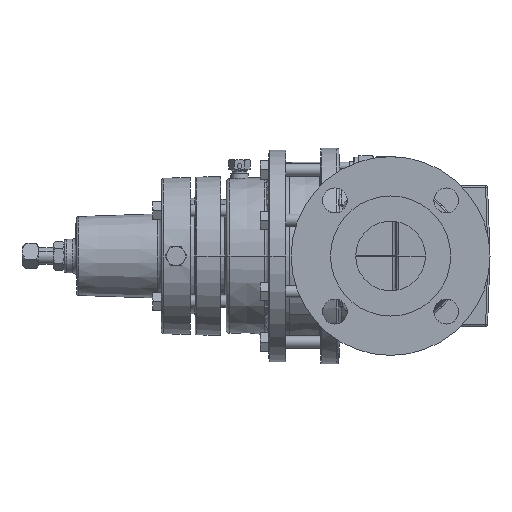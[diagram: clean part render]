
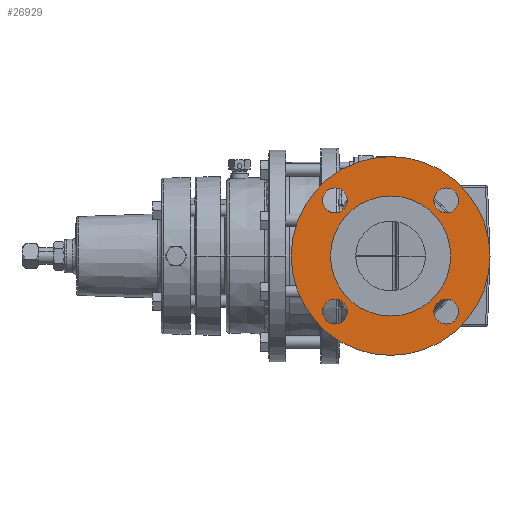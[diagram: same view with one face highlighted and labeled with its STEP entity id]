
A CAD part, left-side view. The second image highlights one B-rep face of the part: STEP entity #26929.
In plain terms, the highlighted planar face has unit normal (-1, 0, 0).
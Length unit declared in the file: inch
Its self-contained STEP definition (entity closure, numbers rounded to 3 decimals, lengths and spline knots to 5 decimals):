
#924 = CIRCLE ( 'NONE', #60803, 0.375 ) ;
#1535 = ORIENTED_EDGE ( 'NONE', *, *, #50327, .F. ) ;
#1581 = CARTESIAN_POINT ( 'NONE',  ( -4.438, 1.8125, 0. ) ) ;
#2336 = AXIS2_PLACEMENT_3D ( 'NONE', #59656, #41447, #10418 ) ;
#2570 = CIRCLE ( 'NONE', #27001, 0.375 ) ;
#3112 = VERTEX_POINT ( 'NONE', #33712 ) ;
#3626 = FACE_BOUND ( 'NONE', #28848, .T. ) ;
#4094 = VERTEX_POINT ( 'NONE', #12851 ) ;
#4438 = VERTEX_POINT ( 'NONE', #19659 ) ;
#4559 = CARTESIAN_POINT ( 'NONE',  ( -4.438, -1.67938, -1.67938 ) ) ;
#5016 = DIRECTION ( 'NONE',  ( -1., 0., 0. ) ) ;
#5521 = CARTESIAN_POINT ( 'NONE',  ( -4.438, -1.67938, 1.67938 ) ) ;
#6800 = CIRCLE ( 'NONE', #69796, 0.375 ) ;
#6892 = EDGE_CURVE ( 'NONE', #11888, #60691, #57002, .T. ) ;
#7072 = AXIS2_PLACEMENT_3D ( 'NONE', #1581, #48985, #61845 ) ;
#8453 = ORIENTED_EDGE ( 'NONE', *, *, #27353, .F. ) ;
#9171 = CARTESIAN_POINT ( 'NONE',  ( -4.438, 0., 0. ) ) ;
#10285 = EDGE_CURVE ( 'NONE', #64938, #31406, #2570, .T. ) ;
#10418 = DIRECTION ( 'NONE',  ( 0., 0., 1. ) ) ;
#10443 = CARTESIAN_POINT ( 'NONE',  ( -4.438, -1.67938, -1.30438 ) ) ;
#10916 = VERTEX_POINT ( 'NONE', #33052 ) ;
#11108 = DIRECTION ( 'NONE',  ( 0., 0., 1. ) ) ;
#11888 = VERTEX_POINT ( 'NONE', #17994 ) ;
#12851 = CARTESIAN_POINT ( 'NONE',  ( -4.438, -1.67938, 2.05438 ) ) ;
#14214 = CARTESIAN_POINT ( 'NONE',  ( -4.438, -1.67938, -1.67938 ) ) ;
#14590 = DIRECTION ( 'NONE',  ( -1., 0., 0. ) ) ;
#14781 = DIRECTION ( 'NONE',  ( 0., 0., 1. ) ) ;
#17563 = CARTESIAN_POINT ( 'NONE',  ( -4.438, 1.67938, 1.67938 ) ) ;
#17994 = CARTESIAN_POINT ( 'NONE',  ( -4.438, -3., 0. ) ) ;
#18412 = FACE_BOUND ( 'NONE', #61451, .T. ) ;
#18470 = ORIENTED_EDGE ( 'NONE', *, *, #50105, .F. ) ;
#19134 = DIRECTION ( 'NONE',  ( 0., 0., 1. ) ) ;
#19659 = CARTESIAN_POINT ( 'NONE',  ( -4.438, 1.67938, 1.30438 ) ) ;
#19876 = DIRECTION ( 'NONE',  ( 0., 0., 1. ) ) ;
#20850 = CARTESIAN_POINT ( 'NONE',  ( -4.438, 1.67938, -2.05438 ) ) ;
#20862 = CARTESIAN_POINT ( 'NONE',  ( -4.438, 1.67938, -1.30438 ) ) ;
#21965 = AXIS2_PLACEMENT_3D ( 'NONE', #48184, #69881, #58082 ) ;
#22298 = EDGE_CURVE ( 'NONE', #51515, #4438, #34619, .T. ) ;
#22626 = EDGE_CURVE ( 'NONE', #10916, #3112, #70522, .T. ) ;
#23116 = ORIENTED_EDGE ( 'NONE', *, *, #58359, .F. ) ;
#24571 = EDGE_CURVE ( 'NONE', #4438, #51515, #48474, .T. ) ;
#24778 = CARTESIAN_POINT ( 'NONE',  ( -4.438, 1.67938, -1.67938 ) ) ;
#24952 = AXIS2_PLACEMENT_3D ( 'NONE', #9171, #48356, #14781 ) ;
#25311 = AXIS2_PLACEMENT_3D ( 'NONE', #48157, #14590, #53731 ) ;
#26050 = DIRECTION ( 'NONE',  ( 0., 0., 1. ) ) ;
#26929 = ADVANCED_FACE ( 'NONE', ( #49971, #33377, #3626, #18412, #61354, #46503 ), #68522, .T. ) ;
#27001 = AXIS2_PLACEMENT_3D ( 'NONE', #24778, #58290, #19134 ) ;
#27342 = DIRECTION ( 'NONE',  ( 0., 0., 1. ) ) ;
#27353 = EDGE_CURVE ( 'NONE', #37061, #66033, #924, .T. ) ;
#28848 = EDGE_LOOP ( 'NONE', ( #44120, #18470 ) ) ;
#29051 = CARTESIAN_POINT ( 'NONE',  ( -4.438, -1.67938, 1.30438 ) ) ;
#29423 = DIRECTION ( 'NONE',  ( -1., 0., 0. ) ) ;
#29939 = CARTESIAN_POINT ( 'NONE',  ( -4.438, 1.67938, 2.05438 ) ) ;
#31388 = CIRCLE ( 'NONE', #72098, 0.375 ) ;
#31406 = VERTEX_POINT ( 'NONE', #20850 ) ;
#32409 = EDGE_LOOP ( 'NONE', ( #34166, #58051 ) ) ;
#33052 = CARTESIAN_POINT ( 'NONE',  ( -4.438, 0., -1.8125 ) ) ;
#33377 = FACE_BOUND ( 'NONE', #32409, .T. ) ;
#33712 = CARTESIAN_POINT ( 'NONE',  ( -4.438, 0., 1.8125 ) ) ;
#34166 = ORIENTED_EDGE ( 'NONE', *, *, #22298, .F. ) ;
#34619 = CIRCLE ( 'NONE', #62198, 0.375 ) ;
#36052 = ORIENTED_EDGE ( 'NONE', *, *, #10285, .F. ) ;
#37061 = VERTEX_POINT ( 'NONE', #10443 ) ;
#37114 = AXIS2_PLACEMENT_3D ( 'NONE', #68164, #66472, #58178 ) ;
#37127 = CIRCLE ( 'NONE', #57855, 0.375 ) ;
#38536 = CARTESIAN_POINT ( 'NONE',  ( -4.438, -1.67938, 1.67938 ) ) ;
#40272 = CIRCLE ( 'NONE', #25311, 1.8125 ) ;
#40690 = CIRCLE ( 'NONE', #24952, 3. ) ;
#40812 = AXIS2_PLACEMENT_3D ( 'NONE', #14214, #53350, #19876 ) ;
#41447 = DIRECTION ( 'NONE',  ( -1., 0., 0. ) ) ;
#42652 = EDGE_CURVE ( 'NONE', #60691, #11888, #40690, .T. ) ;
#43994 = ORIENTED_EDGE ( 'NONE', *, *, #6892, .T. ) ;
#44120 = ORIENTED_EDGE ( 'NONE', *, *, #61028, .F. ) ;
#44146 = DIRECTION ( 'NONE',  ( 0., 0., 1. ) ) ;
#44661 = DIRECTION ( 'NONE',  ( -1., 0., 0. ) ) ;
#46503 = FACE_OUTER_BOUND ( 'NONE', #52719, .T. ) ;
#48021 = ORIENTED_EDGE ( 'NONE', *, *, #22626, .F. ) ;
#48157 = CARTESIAN_POINT ( 'NONE',  ( -4.438, 0., 0. ) ) ;
#48184 = CARTESIAN_POINT ( 'NONE',  ( -4.438, 1.67938, 1.67938 ) ) ;
#48356 = DIRECTION ( 'NONE',  ( -1., 0., 0. ) ) ;
#48474 = CIRCLE ( 'NONE', #21965, 0.375 ) ;
#48985 = DIRECTION ( 'NONE',  ( -1., 0., 0. ) ) ;
#49624 = ORIENTED_EDGE ( 'NONE', *, *, #65716, .F. ) ;
#49971 = FACE_BOUND ( 'NONE', #62236, .T. ) ;
#50105 = EDGE_CURVE ( 'NONE', #67695, #4094, #6800, .T. ) ;
#50327 = EDGE_CURVE ( 'NONE', #31406, #64938, #31388, .T. ) ;
#51515 = VERTEX_POINT ( 'NONE', #29939 ) ;
#52719 = EDGE_LOOP ( 'NONE', ( #53046, #43994 ) ) ;
#53046 = ORIENTED_EDGE ( 'NONE', *, *, #42652, .T. ) ;
#53350 = DIRECTION ( 'NONE',  ( -1., 0., 0. ) ) ;
#53731 = DIRECTION ( 'NONE',  ( 0., 0., 1. ) ) ;
#55205 = DIRECTION ( 'NONE',  ( -1., 0., 0. ) ) ;
#57002 = CIRCLE ( 'NONE', #37114, 3. ) ;
#57855 = AXIS2_PLACEMENT_3D ( 'NONE', #5521, #44661, #11108 ) ;
#58051 = ORIENTED_EDGE ( 'NONE', *, *, #24571, .F. ) ;
#58082 = DIRECTION ( 'NONE',  ( 0., 0., 1. ) ) ;
#58178 = DIRECTION ( 'NONE',  ( 0., 0., 1. ) ) ;
#58290 = DIRECTION ( 'NONE',  ( -1., 0., 0. ) ) ;
#58359 = EDGE_CURVE ( 'NONE', #66033, #37061, #68801, .T. ) ;
#59656 = CARTESIAN_POINT ( 'NONE',  ( -4.438, 0., 0. ) ) ;
#60070 = DIRECTION ( 'NONE',  ( -1., 0., 0. ) ) ;
#60691 = VERTEX_POINT ( 'NONE', #62362 ) ;
#60803 = AXIS2_PLACEMENT_3D ( 'NONE', #4559, #60070, #26050 ) ;
#61028 = EDGE_CURVE ( 'NONE', #4094, #67695, #37127, .T. ) ;
#61354 = FACE_BOUND ( 'NONE', #61628, .T. ) ;
#61451 = EDGE_LOOP ( 'NONE', ( #8453, #23116 ) ) ;
#61628 = EDGE_LOOP ( 'NONE', ( #49624, #48021 ) ) ;
#61845 = DIRECTION ( 'NONE',  ( 0., 0., 1. ) ) ;
#62198 = AXIS2_PLACEMENT_3D ( 'NONE', #17563, #55205, #27342 ) ;
#62236 = EDGE_LOOP ( 'NONE', ( #36052, #1535 ) ) ;
#62362 = CARTESIAN_POINT ( 'NONE',  ( -4.438, 3., 0. ) ) ;
#62954 = CARTESIAN_POINT ( 'NONE',  ( -4.438, 1.67938, -1.67938 ) ) ;
#64938 = VERTEX_POINT ( 'NONE', #20862 ) ;
#65716 = EDGE_CURVE ( 'NONE', #3112, #10916, #40272, .T. ) ;
#66033 = VERTEX_POINT ( 'NONE', #71429 ) ;
#66472 = DIRECTION ( 'NONE',  ( -1., 0., 0. ) ) ;
#67695 = VERTEX_POINT ( 'NONE', #29051 ) ;
#68164 = CARTESIAN_POINT ( 'NONE',  ( -4.438, 0., 0. ) ) ;
#68522 = PLANE ( 'NONE',  #7072 ) ;
#68597 = DIRECTION ( 'NONE',  ( 0., 0., 1. ) ) ;
#68801 = CIRCLE ( 'NONE', #40812, 0.375 ) ;
#69796 = AXIS2_PLACEMENT_3D ( 'NONE', #38536, #5016, #44146 ) ;
#69881 = DIRECTION ( 'NONE',  ( -1., 0., 0. ) ) ;
#70522 = CIRCLE ( 'NONE', #2336, 1.8125 ) ;
#71429 = CARTESIAN_POINT ( 'NONE',  ( -4.438, -1.67938, -2.05438 ) ) ;
#72098 = AXIS2_PLACEMENT_3D ( 'NONE', #62954, #29423, #68597 ) ;
